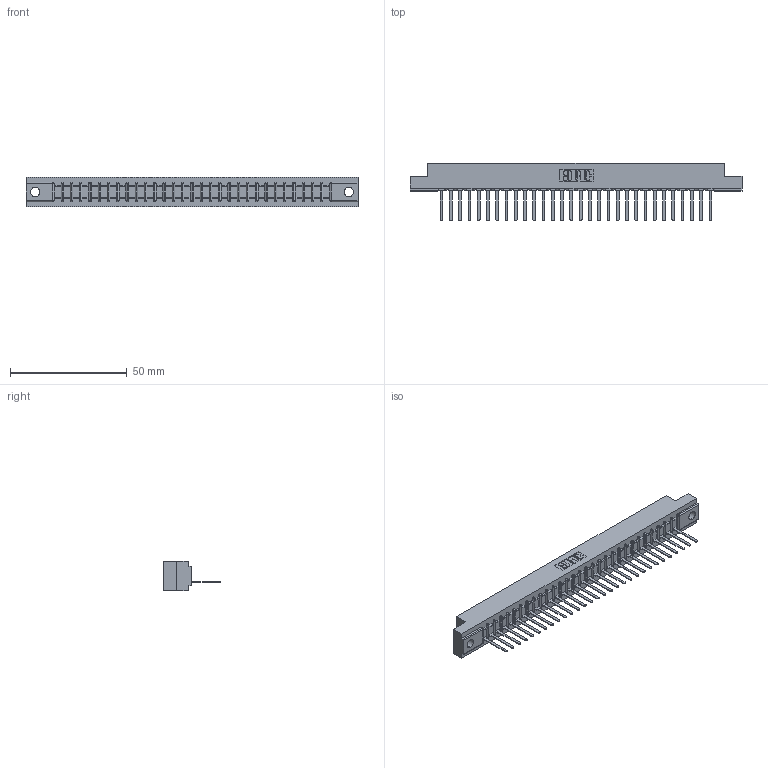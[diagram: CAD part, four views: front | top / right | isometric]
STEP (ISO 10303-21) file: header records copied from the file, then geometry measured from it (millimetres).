
FILE_DESCRIPTION (( 'STEP AP203' ), '1' );
FILE_NAME ('307-030-441-104.STEP', '2020-09-28T11:53:06', ( '' ), ( '' ), 'SwSTEP 2.0', 'SolidWorks 2020', '' );
FILE_SCHEMA (( 'CONFIG_CONTROL_DESIGN' ));
Length unit declared in the file: inch
Products named in the file (3): 307-290-002_541; 307 Part_.156 Dia Mounting Holes; 307-030-441-104
Assembly tree (31 placements, depth 2):
  307-030-441-104
    307 Part_.156 Dia Mounting Holes
    307-290-002_541  x30
Bounding box: 141.88 x 24.59 x 12.7 mm (x, y, z)
Volume: 15072.7 mm3; surface area: 19069.7 mm2
Topology: 31 solids, 31 shells, 2383 faces, 7319 edges, 4794 vertices
Faces by surface type: plane 1434, cylinder 887, sphere 62
Entity records: 28334 total; most frequent: CARTESIAN_POINT 4782, ORIENTED_EDGE 4770, DIRECTION 4643, EDGE_CURVE 2385, VECTOR 1829, LINE 1829, VERTEX_POINT 1546, AXIS2_PLACEMENT_3D 1407
